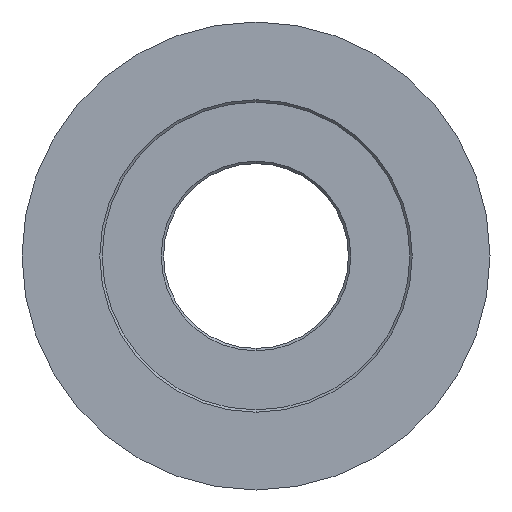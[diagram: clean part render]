
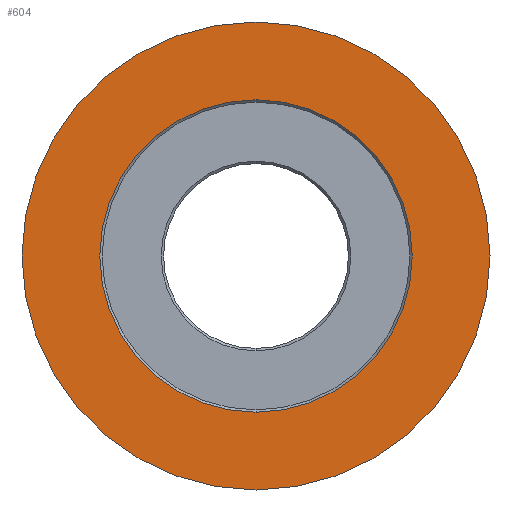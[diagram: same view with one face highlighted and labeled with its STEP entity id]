
A CAD part, front view. The second image highlights one B-rep face of the part: STEP entity #604.
In plain terms, the highlighted planar face has unit normal (0, -1, 0).
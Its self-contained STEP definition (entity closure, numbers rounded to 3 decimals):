
#9 = CIRCLE ( 'NONE', #118, 20. ) ;
#11 = AXIS2_PLACEMENT_3D ( 'NONE', #237, #233, #232 ) ;
#33 = AXIS2_PLACEMENT_3D ( 'NONE', #348, #347, #345 ) ;
#58 = CIRCLE ( 'NONE', #33, 20. ) ;
#59 = CIRCLE ( 'NONE', #93, 13.35 ) ;
#70 = CIRCLE ( 'NONE', #11, 13.35 ) ;
#93 = AXIS2_PLACEMENT_3D ( 'NONE', #282, #281, #280 ) ;
#101 = AXIS2_PLACEMENT_3D ( 'NONE', #341, #355, #331 ) ;
#118 = AXIS2_PLACEMENT_3D ( 'NONE', #369, #368, #367 ) ;
#232 = DIRECTION ( 'NONE',  ( 0., 0., -1. ) ) ;
#233 = DIRECTION ( 'NONE',  ( 0., 1., 0. ) ) ;
#237 = CARTESIAN_POINT ( 'NONE',  ( 0., 0., 0. ) ) ;
#280 = DIRECTION ( 'NONE',  ( 0., 0., -1. ) ) ;
#281 = DIRECTION ( 'NONE',  ( 0., 1., 0. ) ) ;
#282 = CARTESIAN_POINT ( 'NONE',  ( 0., 0., 0. ) ) ;
#329 = CARTESIAN_POINT ( 'NONE',  ( 0., 0., 20. ) ) ;
#331 = DIRECTION ( 'NONE',  ( 0., 0., -1. ) ) ;
#333 = PLANE ( 'NONE',  #101 ) ;
#336 = FACE_OUTER_BOUND ( 'NONE', #380, .T. ) ;
#340 = FACE_BOUND ( 'NONE', #401, .T. ) ;
#341 = CARTESIAN_POINT ( 'NONE',  ( 0., 0., 7.9 ) ) ;
#345 = DIRECTION ( 'NONE',  ( 0., 0., 1. ) ) ;
#346 = CARTESIAN_POINT ( 'NONE',  ( 0., 0., -20. ) ) ;
#347 = DIRECTION ( 'NONE',  ( 0., 1., 0. ) ) ;
#348 = CARTESIAN_POINT ( 'NONE',  ( 0., 0., 0. ) ) ;
#355 = DIRECTION ( 'NONE',  ( 0., -1., 0. ) ) ;
#367 = DIRECTION ( 'NONE',  ( 0., 0., 1. ) ) ;
#368 = DIRECTION ( 'NONE',  ( 0., 1., 0. ) ) ;
#369 = CARTESIAN_POINT ( 'NONE',  ( 0., 0., 0. ) ) ;
#376 = CARTESIAN_POINT ( 'NONE',  ( 0., 0., -13.35 ) ) ;
#380 = EDGE_LOOP ( 'NONE', ( #496, #560 ) ) ;
#401 = EDGE_LOOP ( 'NONE', ( #559, #534 ) ) ;
#445 = VERTEX_POINT ( 'NONE', #467 ) ;
#449 = VERTEX_POINT ( 'NONE', #376 ) ;
#458 = VERTEX_POINT ( 'NONE', #346 ) ;
#462 = VERTEX_POINT ( 'NONE', #329 ) ;
#467 = CARTESIAN_POINT ( 'NONE',  ( 0., 0., 13.35 ) ) ;
#496 = ORIENTED_EDGE ( 'NONE', *, *, #598, .F. ) ;
#534 = ORIENTED_EDGE ( 'NONE', *, *, #612, .T. ) ;
#559 = ORIENTED_EDGE ( 'NONE', *, *, #577, .T. ) ;
#560 = ORIENTED_EDGE ( 'NONE', *, *, #602, .F. ) ;
#577 = EDGE_CURVE ( 'NONE', #449, #445, #70, .T. ) ;
#598 = EDGE_CURVE ( 'NONE', #462, #458, #9, .T. ) ;
#602 = EDGE_CURVE ( 'NONE', #458, #462, #58, .T. ) ;
#604 = ADVANCED_FACE ( 'NONE', ( #340, #336 ), #333, .T. ) ;
#612 = EDGE_CURVE ( 'NONE', #445, #449, #59, .T. ) ;
